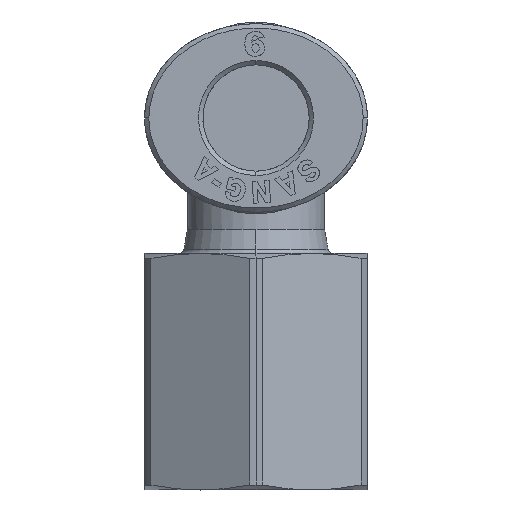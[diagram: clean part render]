
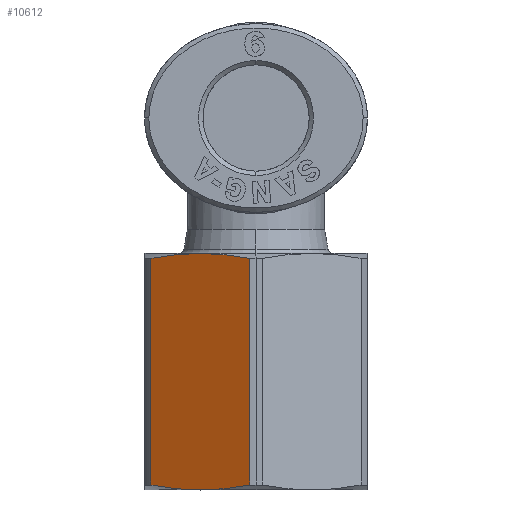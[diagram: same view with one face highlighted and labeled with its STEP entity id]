
A CAD part, left-side view. The second image highlights one B-rep face of the part: STEP entity #10612.
In plain terms, the highlighted planar face has unit normal (-0.866, 0.5, 0).
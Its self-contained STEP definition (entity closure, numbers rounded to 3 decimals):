
#451 = ORIENTED_EDGE ( 'NONE', *, *, #11006, .T. ) ;
#870 = VECTOR ( 'NONE', #6152, 1000. ) ;
#959 = CARTESIAN_POINT ( 'NONE',  ( -2.686, 6.127, -21.625 ) ) ;
#962 = CARTESIAN_POINT ( 'NONE',  ( -2.686, 6.127, -8.407 ) ) ;
#1573 = B_SPLINE_CURVE_WITH_KNOTS ( 'NONE', 3,
 ( #13918, #18481, #18538, #16928 ),
 .UNSPECIFIED., .F., .F.,
 ( 4, 4 ),
 ( 0., 0.003 ),
 .UNSPECIFIED. ) ;
#2040 = B_SPLINE_CURVE_WITH_KNOTS ( 'NONE', 3,
 ( #2787, #8733, #14476, #2910 ),
 .UNSPECIFIED., .F., .F.,
 ( 4, 4 ),
 ( 0., 0.003 ),
 .UNSPECIFIED. ) ;
#2183 = CARTESIAN_POINT ( 'NONE',  ( -4.905, 2.283, -8.116 ) ) ;
#2462 = B_SPLINE_CURVE_WITH_KNOTS ( 'NONE', 3,
 ( #5410, #14525, #3877, #6760 ),
 .UNSPECIFIED., .F., .F.,
 ( 4, 4 ),
 ( 0., 0.003 ),
 .UNSPECIFIED. ) ;
#2588 = EDGE_CURVE ( 'NONE', #5524, #6463, #1573, .T. ) ;
#2787 = CARTESIAN_POINT ( 'NONE',  ( -2.686, 6.127, -21.625 ) ) ;
#2910 = CARTESIAN_POINT ( 'NONE',  ( -4.347, 3.25, -21.916 ) ) ;
#3431 = DIRECTION ( 'NONE',  ( -0.5, -0.866, 0. ) ) ;
#3660 = CARTESIAN_POINT ( 'NONE',  ( -4.347, 3.25, -8.116 ) ) ;
#3850 = EDGE_LOOP ( 'NONE', ( #17627, #451, #5097, #8374, #13475, #8756 ) ) ;
#3877 = CARTESIAN_POINT ( 'NONE',  ( -5.458, 1.325, -21.807 ) ) ;
#4329 = VERTEX_POINT ( 'NONE', #12882 ) ;
#4458 = B_SPLINE_CURVE_WITH_KNOTS ( 'NONE', 3,
 ( #3660, #2183, #18501, #16841 ),
 .UNSPECIFIED., .F., .F.,
 ( 4, 4 ),
 ( 0., 0.003 ),
 .UNSPECIFIED. ) ;
#5097 = ORIENTED_EDGE ( 'NONE', *, *, #10287, .T. ) ;
#5410 = CARTESIAN_POINT ( 'NONE',  ( -4.347, 3.25, -21.916 ) ) ;
#5524 = VERTEX_POINT ( 'NONE', #962 ) ;
#6152 = DIRECTION ( 'NONE',  ( 0., 0., -1. ) ) ;
#6358 = FACE_OUTER_BOUND ( 'NONE', #3850, .T. ) ;
#6463 = VERTEX_POINT ( 'NONE', #12086 ) ;
#6650 = CARTESIAN_POINT ( 'NONE',  ( -6.008, 0.373, -21.916 ) ) ;
#6760 = CARTESIAN_POINT ( 'NONE',  ( -6.008, 0.373, -21.625 ) ) ;
#7591 = CARTESIAN_POINT ( 'NONE',  ( -6.223, 0., -21.916 ) ) ;
#8168 = EDGE_CURVE ( 'NONE', #10930, #17295, #2040, .T. ) ;
#8374 = ORIENTED_EDGE ( 'NONE', *, *, #12095, .F. ) ;
#8733 = CARTESIAN_POINT ( 'NONE',  ( -3.236, 5.175, -21.807 ) ) ;
#8756 = ORIENTED_EDGE ( 'NONE', *, *, #10088, .T. ) ;
#9782 = LINE ( 'NONE', #6650, #12997 ) ;
#10088 = EDGE_CURVE ( 'NONE', #5524, #10930, #18057, .T. ) ;
#10287 = EDGE_CURVE ( 'NONE', #11971, #4329, #9782, .T. ) ;
#10612 = ADVANCED_FACE ( 'NONE', ( #6358 ), #11786, .T. ) ;
#10930 = VERTEX_POINT ( 'NONE', #959 ) ;
#11006 = EDGE_CURVE ( 'NONE', #17295, #11971, #2462, .T. ) ;
#11786 = PLANE ( 'NONE',  #17196 ) ;
#11971 = VERTEX_POINT ( 'NONE', #12205 ) ;
#12086 = CARTESIAN_POINT ( 'NONE',  ( -4.347, 3.25, -8.116 ) ) ;
#12095 = EDGE_CURVE ( 'NONE', #6463, #4329, #4458, .T. ) ;
#12159 = DIRECTION ( 'NONE',  ( -0.866, 0.5, 0. ) ) ;
#12205 = CARTESIAN_POINT ( 'NONE',  ( -6.008, 0.373, -21.625 ) ) ;
#12231 = CARTESIAN_POINT ( 'NONE',  ( -4.347, 3.25, -21.916 ) ) ;
#12882 = CARTESIAN_POINT ( 'NONE',  ( -6.008, 0.373, -8.407 ) ) ;
#12997 = VECTOR ( 'NONE', #18480, 1000. ) ;
#13475 = ORIENTED_EDGE ( 'NONE', *, *, #2588, .F. ) ;
#13918 = CARTESIAN_POINT ( 'NONE',  ( -2.686, 6.127, -8.407 ) ) ;
#14476 = CARTESIAN_POINT ( 'NONE',  ( -3.789, 4.217, -21.916 ) ) ;
#14525 = CARTESIAN_POINT ( 'NONE',  ( -4.905, 2.283, -21.916 ) ) ;
#16841 = CARTESIAN_POINT ( 'NONE',  ( -6.008, 0.373, -8.407 ) ) ;
#16928 = CARTESIAN_POINT ( 'NONE',  ( -4.347, 3.25, -8.116 ) ) ;
#17196 = AXIS2_PLACEMENT_3D ( 'NONE', #7591, #12159, #3431 ) ;
#17295 = VERTEX_POINT ( 'NONE', #12231 ) ;
#17627 = ORIENTED_EDGE ( 'NONE', *, *, #8168, .T. ) ;
#17971 = CARTESIAN_POINT ( 'NONE',  ( -2.686, 6.127, -21.916 ) ) ;
#18057 = LINE ( 'NONE', #17971, #870 ) ;
#18480 = DIRECTION ( 'NONE',  ( 0., 0., 1. ) ) ;
#18481 = CARTESIAN_POINT ( 'NONE',  ( -3.236, 5.175, -8.225 ) ) ;
#18501 = CARTESIAN_POINT ( 'NONE',  ( -5.458, 1.325, -8.225 ) ) ;
#18538 = CARTESIAN_POINT ( 'NONE',  ( -3.789, 4.217, -8.116 ) ) ;
